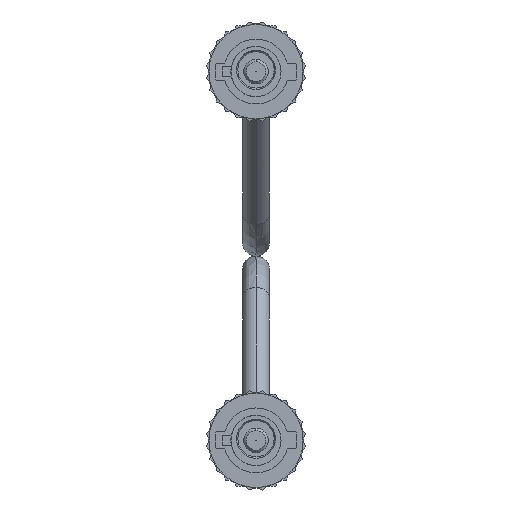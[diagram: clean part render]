
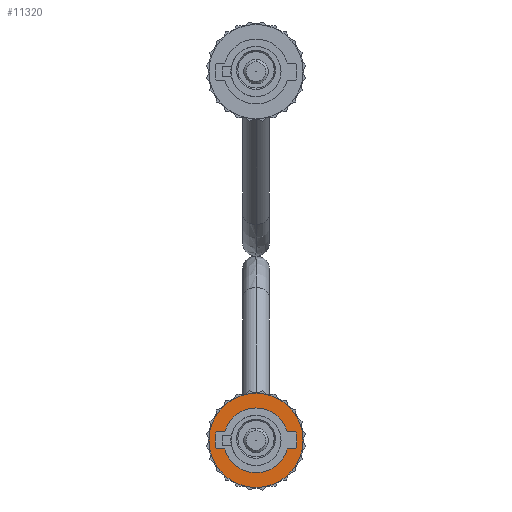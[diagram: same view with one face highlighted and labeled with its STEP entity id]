
A CAD part, front view. The second image highlights one B-rep face of the part: STEP entity #11320.
In plain terms, the highlighted face is planar.
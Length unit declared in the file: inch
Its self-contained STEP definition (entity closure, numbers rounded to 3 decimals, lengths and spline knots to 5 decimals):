
#933 = CARTESIAN_POINT ( 'NONE',  ( -0.16329, 0.45, 0.035 ) ) ;
#975 = CARTESIAN_POINT ( 'NONE',  ( -0.12779, 0.45, -0.035 ) ) ;
#1004 = CARTESIAN_POINT ( 'NONE',  ( 0.16329, 0.45, 0.035 ) ) ;
#1006 = CARTESIAN_POINT ( 'NONE',  ( 0.12779, 0.45, -0.035 ) ) ;
#1009 = CARTESIAN_POINT ( 'NONE',  ( -0.16329, 0.45, -0.035 ) ) ;
#1016 = CARTESIAN_POINT ( 'NONE',  ( 0.16329, 0.45, -0.035 ) ) ;
#1023 = CARTESIAN_POINT ( 'NONE',  ( -0.12779, 0.45, 0.035 ) ) ;
#1463 = FACE_BOUND ( 'NONE', #9511, .T. ) ;
#1481 = FACE_OUTER_BOUND ( 'NONE', #9517, .T. ) ;
#1741 = VERTEX_POINT ( 'NONE', #11012 ) ;
#1742 = VERTEX_POINT ( 'NONE', #11011 ) ;
#1743 = VERTEX_POINT ( 'NONE', #11010 ) ;
#1745 = VERTEX_POINT ( 'NONE', #11008 ) ;
#1953 = AXIS2_PLACEMENT_3D ( 'NONE', #7708, #7707, #7706 ) ;
#1954 = AXIS2_PLACEMENT_3D ( 'NONE', #7701, #7700, #7699 ) ;
#1955 = AXIS2_PLACEMENT_3D ( 'NONE', #7689, #7688, #7685 ) ;
#2162 = CIRCLE ( 'NONE', #2842, 0.1925 ) ;
#2164 = CIRCLE ( 'NONE', #2843, 0.167 ) ;
#2166 = LINE ( 'NONE', #7719, #2169 ) ;
#2167 = CIRCLE ( 'NONE', #1953, 0.1325 ) ;
#2168 = LINE ( 'NONE', #7713, #2172 ) ;
#2169 = VECTOR ( 'NONE', #7723, 39.37008 ) ;
#2170 = CIRCLE ( 'NONE', #1954, 0.167 ) ;
#2171 = LINE ( 'NONE', #7702, #2175 ) ;
#2172 = VECTOR ( 'NONE', #7715, 39.37008 ) ;
#2173 = CIRCLE ( 'NONE', #1955, 0.1325 ) ;
#2174 = LINE ( 'NONE', #7690, #2178 ) ;
#2175 = VECTOR ( 'NONE', #7703, 39.37008 ) ;
#2178 = VECTOR ( 'NONE', #7696, 39.37008 ) ;
#2618 = AXIS2_PLACEMENT_3D ( 'NONE', #4890, #4889, #4888 ) ;
#2619 = AXIS2_PLACEMENT_3D ( 'NONE', #4883, #4882, #4880 ) ;
#2842 = AXIS2_PLACEMENT_3D ( 'NONE', #7722, #7721, #7720 ) ;
#2843 = AXIS2_PLACEMENT_3D ( 'NONE', #7718, #7717, #7716 ) ;
#3249 = EDGE_CURVE ( 'NONE', #1743, #1745, #2162, .T. ) ;
#3250 = EDGE_CURVE ( 'NONE', #10542, #10603, #2164, .T. ) ;
#3251 = EDGE_CURVE ( 'NONE', #10569, #10542, #2166, .T. ) ;
#3252 = EDGE_CURVE ( 'NONE', #10544, #10569, #2167, .T. ) ;
#3253 = EDGE_CURVE ( 'NONE', #10536, #10544, #2168, .T. ) ;
#3254 = EDGE_CURVE ( 'NONE', #10546, #10536, #2170, .T. ) ;
#3255 = EDGE_CURVE ( 'NONE', #1741, #10546, #2171, .T. ) ;
#3256 = EDGE_CURVE ( 'NONE', #10529, #1742, #2173, .T. ) ;
#3257 = EDGE_CURVE ( 'NONE', #10603, #10529, #2174, .T. ) ;
#3432 = AXIS2_PLACEMENT_3D ( 'NONE', #8616, #8615, #8620 ) ;
#4880 = DIRECTION ( 'NONE',  ( 0., 0., 1. ) ) ;
#4882 = DIRECTION ( 'NONE',  ( 0., 1., 0. ) ) ;
#4883 = CARTESIAN_POINT ( 'NONE',  ( 0., 0.45, 0. ) ) ;
#4888 = DIRECTION ( 'NONE',  ( 0., 0., 1. ) ) ;
#4889 = DIRECTION ( 'NONE',  ( 0., 1., 0. ) ) ;
#4890 = CARTESIAN_POINT ( 'NONE',  ( 0., 0.45, 0. ) ) ;
#5789 = ORIENTED_EDGE ( 'NONE', *, *, #3250, .F. ) ;
#5790 = ORIENTED_EDGE ( 'NONE', *, *, #3251, .F. ) ;
#5791 = ORIENTED_EDGE ( 'NONE', *, *, #3252, .F. ) ;
#5792 = ORIENTED_EDGE ( 'NONE', *, *, #3253, .F. ) ;
#5793 = ORIENTED_EDGE ( 'NONE', *, *, #3254, .F. ) ;
#5794 = ORIENTED_EDGE ( 'NONE', *, *, #3255, .F. ) ;
#5795 = ORIENTED_EDGE ( 'NONE', *, *, #6327, .F. ) ;
#5796 = ORIENTED_EDGE ( 'NONE', *, *, #3256, .F. ) ;
#5797 = ORIENTED_EDGE ( 'NONE', *, *, #3257, .F. ) ;
#5798 = ORIENTED_EDGE ( 'NONE', *, *, #3249, .T. ) ;
#5799 = ORIENTED_EDGE ( 'NONE', *, *, #6329, .T. ) ;
#6327 = EDGE_CURVE ( 'NONE', #1742, #1741, #10795, .T. ) ;
#6329 = EDGE_CURVE ( 'NONE', #1745, #1743, #10806, .T. ) ;
#7685 = DIRECTION ( 'NONE',  ( 0., 0., 1. ) ) ;
#7688 = DIRECTION ( 'NONE',  ( 0., 1., 0. ) ) ;
#7689 = CARTESIAN_POINT ( 'NONE',  ( 0., 0.45, 0. ) ) ;
#7690 = CARTESIAN_POINT ( 'NONE',  ( -0.12779, 0.45, 0.035 ) ) ;
#7696 = DIRECTION ( 'NONE',  ( 1., 0., 0. ) ) ;
#7699 = DIRECTION ( 'NONE',  ( 0., 0., 1. ) ) ;
#7700 = DIRECTION ( 'NONE',  ( 0., 1., 0. ) ) ;
#7701 = CARTESIAN_POINT ( 'NONE',  ( 0., 0.45, 0. ) ) ;
#7702 = CARTESIAN_POINT ( 'NONE',  ( 0.16329, 0.45, 0.035 ) ) ;
#7703 = DIRECTION ( 'NONE',  ( 1., 0., 0. ) ) ;
#7706 = DIRECTION ( 'NONE',  ( 0., 0., 1. ) ) ;
#7707 = DIRECTION ( 'NONE',  ( 0., 1., 0. ) ) ;
#7708 = CARTESIAN_POINT ( 'NONE',  ( 0., 0.45, 0. ) ) ;
#7713 = CARTESIAN_POINT ( 'NONE',  ( 0.16329, 0.45, -0.035 ) ) ;
#7715 = DIRECTION ( 'NONE',  ( -1., 0., 0. ) ) ;
#7716 = DIRECTION ( 'NONE',  ( 0., 0., 1. ) ) ;
#7717 = DIRECTION ( 'NONE',  ( 0., 1., 0. ) ) ;
#7718 = CARTESIAN_POINT ( 'NONE',  ( 0., 0.45, 0. ) ) ;
#7719 = CARTESIAN_POINT ( 'NONE',  ( -0.12779, 0.45, -0.035 ) ) ;
#7720 = DIRECTION ( 'NONE',  ( 0., 0., 1. ) ) ;
#7721 = DIRECTION ( 'NONE',  ( 0., 1., 0. ) ) ;
#7722 = CARTESIAN_POINT ( 'NONE',  ( 0., 0.45, 0. ) ) ;
#7723 = DIRECTION ( 'NONE',  ( -1., 0., 0. ) ) ;
#8615 = DIRECTION ( 'NONE',  ( 0., 1., 0. ) ) ;
#8616 = CARTESIAN_POINT ( 'NONE',  ( 0., 0.45, 0. ) ) ;
#8618 = PLANE ( 'NONE',  #3432 ) ;
#8620 = DIRECTION ( 'NONE',  ( 0., 0., 1. ) ) ;
#9511 = EDGE_LOOP ( 'NONE', ( #5789, #5790, #5791, #5792, #5793, #5794, #5795, #5796, #5797 ) ) ;
#9517 = EDGE_LOOP ( 'NONE', ( #5798, #5799 ) ) ;
#10529 = VERTEX_POINT ( 'NONE', #1023 ) ;
#10536 = VERTEX_POINT ( 'NONE', #1016 ) ;
#10542 = VERTEX_POINT ( 'NONE', #1009 ) ;
#10544 = VERTEX_POINT ( 'NONE', #1006 ) ;
#10546 = VERTEX_POINT ( 'NONE', #1004 ) ;
#10569 = VERTEX_POINT ( 'NONE', #975 ) ;
#10603 = VERTEX_POINT ( 'NONE', #933 ) ;
#10795 = CIRCLE ( 'NONE', #2618, 0.1325 ) ;
#10806 = CIRCLE ( 'NONE', #2619, 0.1925 ) ;
#11008 = CARTESIAN_POINT ( 'NONE',  ( 0., 0.45, 0.1925 ) ) ;
#11010 = CARTESIAN_POINT ( 'NONE',  ( 0., 0.45, -0.1925 ) ) ;
#11011 = CARTESIAN_POINT ( 'NONE',  ( 0., 0.45, 0.1325 ) ) ;
#11012 = CARTESIAN_POINT ( 'NONE',  ( 0.12779, 0.45, 0.035 ) ) ;
#11320 = ADVANCED_FACE ( 'NONE', ( #1463, #1481 ), #8618, .T. ) ;
